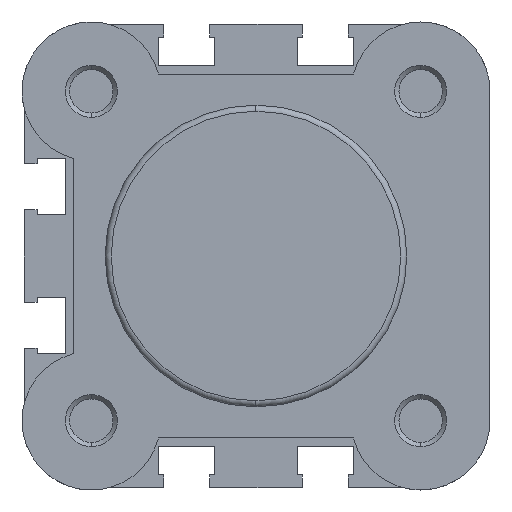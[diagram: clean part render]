
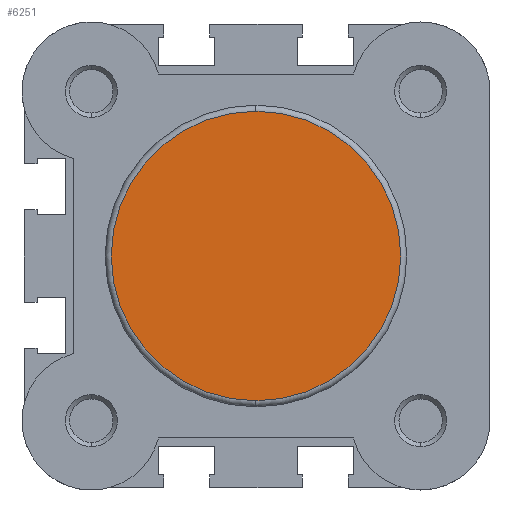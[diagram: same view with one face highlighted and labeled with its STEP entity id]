
A CAD part, left-side view. The second image highlights one B-rep face of the part: STEP entity #6251.
In plain terms, the highlighted planar face has unit normal (-1, 0, 0).
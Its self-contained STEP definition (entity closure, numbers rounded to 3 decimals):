
#555 = CARTESIAN_POINT ( 'NONE',  ( 0., 0., 0. ) ) ;
#556 = DIRECTION ( 'NONE',  ( -1., 0., 0. ) ) ;
#557 = DIRECTION ( 'NONE',  ( 0., 0., 1. ) ) ;
#681 = VERTEX_POINT ( 'NONE', #5833 ) ;
#713 = CARTESIAN_POINT ( 'NONE',  ( 0., 0., 0. ) ) ;
#722 = DIRECTION ( 'NONE',  ( -1., 0., 0. ) ) ;
#723 = DIRECTION ( 'NONE',  ( 0., 0., 1. ) ) ;
#936 = CARTESIAN_POINT ( 'NONE',  ( 0., 0., 16.7 ) ) ;
#1747 = FACE_OUTER_BOUND ( 'NONE', #6350, .T. ) ;
#2428 = CARTESIAN_POINT ( 'NONE',  ( 0., -17.4, 0. ) ) ;
#2429 = PLANE ( 'NONE',  #3310 ) ;
#2431 = DIRECTION ( 'NONE',  ( -1., 0., 0. ) ) ;
#2432 = DIRECTION ( 'NONE',  ( 0., 0., 1. ) ) ;
#2860 = ORIENTED_EDGE ( 'NONE', *, *, #4131, .T. ) ;
#2883 = ORIENTED_EDGE ( 'NONE', *, *, #4068, .T. ) ;
#3041 = AXIS2_PLACEMENT_3D ( 'NONE', #555, #556, #557 ) ;
#3074 = AXIS2_PLACEMENT_3D ( 'NONE', #713, #722, #723 ) ;
#3310 = AXIS2_PLACEMENT_3D ( 'NONE', #2428, #2431, #2432 ) ;
#4068 = EDGE_CURVE ( 'NONE', #5694, #681, #5256, .T. ) ;
#4131 = EDGE_CURVE ( 'NONE', #681, #5694, #5347, .T. ) ;
#5256 = CIRCLE ( 'NONE', #3041, 16.7 ) ;
#5347 = CIRCLE ( 'NONE', #3074, 16.7 ) ;
#5694 = VERTEX_POINT ( 'NONE', #936 ) ;
#5833 = CARTESIAN_POINT ( 'NONE',  ( 0., 0., -16.7 ) ) ;
#6251 = ADVANCED_FACE ( 'NONE', ( #1747 ), #2429, .T. ) ;
#6350 = EDGE_LOOP ( 'NONE', ( #2883, #2860 ) ) ;
